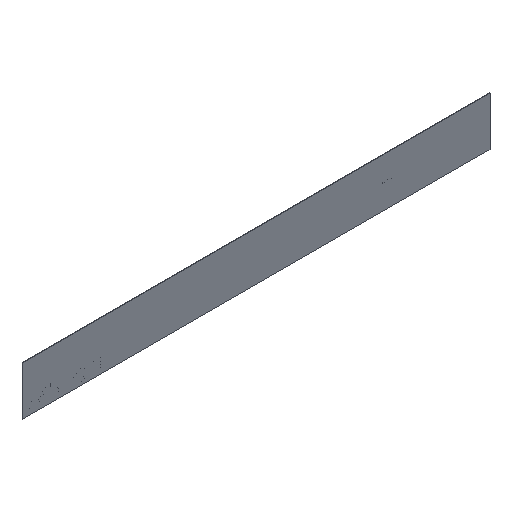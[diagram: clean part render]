
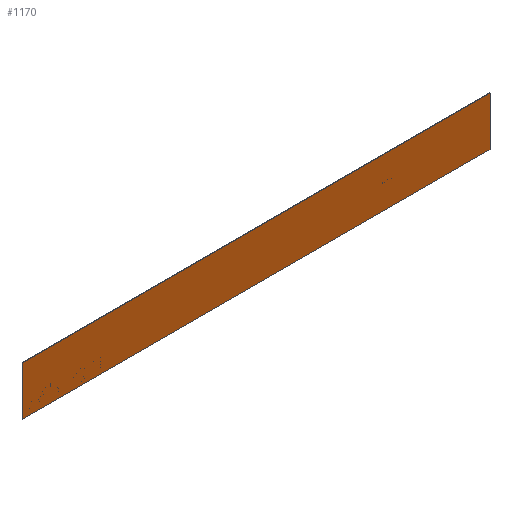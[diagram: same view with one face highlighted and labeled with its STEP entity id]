
A CAD part, isometric view. The second image highlights one B-rep face of the part: STEP entity #1170.
In plain terms, the highlighted planar face has unit normal (0, -1, 0).
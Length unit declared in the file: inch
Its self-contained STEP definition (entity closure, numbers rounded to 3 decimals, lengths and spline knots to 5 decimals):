
#86 = EDGE_CURVE ( 'NONE', #456, #5048, #531, .T. ) ;
#229 = DIRECTION ( 'NONE',  ( 0., 0., -1. ) ) ;
#281 = ORIENTED_EDGE ( 'NONE', *, *, #86, .F. ) ;
#364 = DIRECTION ( 'NONE',  ( 1., 0., 0. ) ) ;
#456 = VERTEX_POINT ( 'NONE', #662 ) ;
#531 = LINE ( 'NONE', #2448, #5801 ) ;
#662 = CARTESIAN_POINT ( 'NONE',  ( -2.4, 0., -0.25 ) ) ;
#884 = FACE_OUTER_BOUND ( 'NONE', #5799, .T. ) ;
#896 = AXIS2_PLACEMENT_3D ( 'NONE', #1099, #5943, #229 ) ;
#920 = DIRECTION ( 'NONE',  ( 0., 0., 1. ) ) ;
#974 = CARTESIAN_POINT ( 'NONE',  ( -2.4, 0., 0.25 ) ) ;
#1099 = CARTESIAN_POINT ( 'NONE',  ( 0., 0., 0. ) ) ;
#1170 = ADVANCED_FACE ( 'NONE', ( #884 ), #2816, .T. ) ;
#1196 = DIRECTION ( 'NONE',  ( -1., 0., 0. ) ) ;
#1231 = ORIENTED_EDGE ( 'NONE', *, *, #1431, .F. ) ;
#1431 = EDGE_CURVE ( 'NONE', #1854, #456, #1675, .T. ) ;
#1491 = CARTESIAN_POINT ( 'NONE',  ( 2.4, 0., 0.25 ) ) ;
#1527 = DIRECTION ( 'NONE',  ( 0., 0., -1. ) ) ;
#1675 = LINE ( 'NONE', #5498, #5821 ) ;
#1854 = VERTEX_POINT ( 'NONE', #2852 ) ;
#1970 = ORIENTED_EDGE ( 'NONE', *, *, #5767, .F. ) ;
#2301 = LINE ( 'NONE', #5546, #6046 ) ;
#2448 = CARTESIAN_POINT ( 'NONE',  ( -2.4, 0., 0.25 ) ) ;
#2816 = PLANE ( 'NONE',  #896 ) ;
#2852 = CARTESIAN_POINT ( 'NONE',  ( 2.4, 0., -0.25 ) ) ;
#2858 = VERTEX_POINT ( 'NONE', #5207 ) ;
#3012 = LINE ( 'NONE', #1491, #5337 ) ;
#4488 = ORIENTED_EDGE ( 'NONE', *, *, #5503, .F. ) ;
#5048 = VERTEX_POINT ( 'NONE', #974 ) ;
#5207 = CARTESIAN_POINT ( 'NONE',  ( 2.4, 0., 0.25 ) ) ;
#5337 = VECTOR ( 'NONE', #1527, 39.37008 ) ;
#5498 = CARTESIAN_POINT ( 'NONE',  ( -2.4, 0., -0.25 ) ) ;
#5503 = EDGE_CURVE ( 'NONE', #2858, #1854, #3012, .T. ) ;
#5546 = CARTESIAN_POINT ( 'NONE',  ( -2.4, 0., 0.25 ) ) ;
#5767 = EDGE_CURVE ( 'NONE', #5048, #2858, #2301, .T. ) ;
#5799 = EDGE_LOOP ( 'NONE', ( #4488, #1970, #281, #1231 ) ) ;
#5801 = VECTOR ( 'NONE', #920, 39.37008 ) ;
#5821 = VECTOR ( 'NONE', #1196, 39.37008 ) ;
#5943 = DIRECTION ( 'NONE',  ( 0., -1., 0. ) ) ;
#6046 = VECTOR ( 'NONE', #364, 39.37008 ) ;
